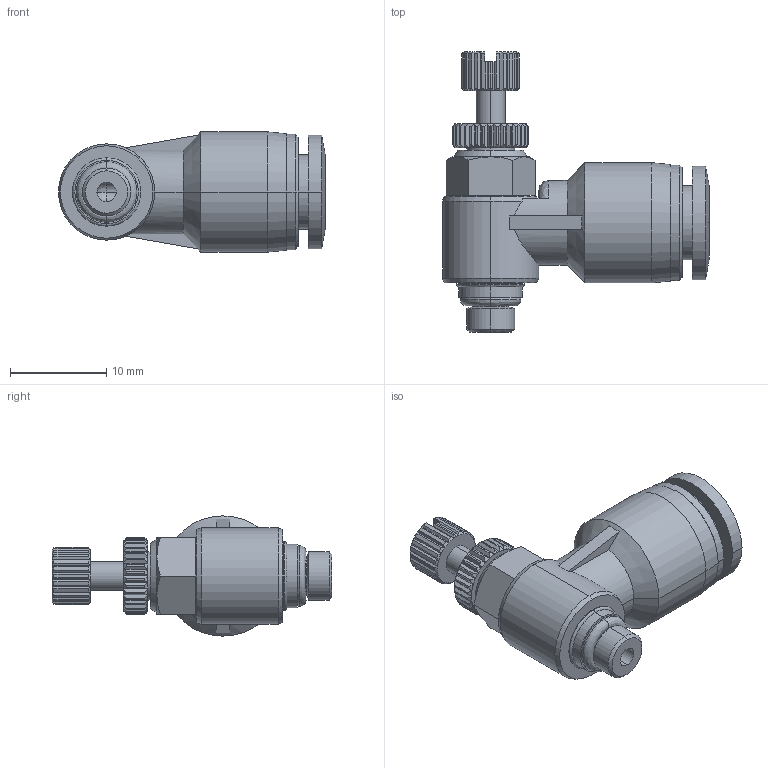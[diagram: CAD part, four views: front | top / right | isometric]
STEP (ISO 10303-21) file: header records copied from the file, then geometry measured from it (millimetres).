
FILE_DESCRIPTION (( 'STEP AP214' ), '1' );
FILE_NAME ('FVR6M-M5.step', '2016-02-24T20:34:58', ( '' ), ( '' ), 'SwSTEP 2.0', 'SolidWorks 2015', '' );
FILE_SCHEMA (( 'AUTOMOTIVE_DESIGN' ));
Length unit declared in the file: inch
Products named in the file (1): FVR6M-M5
Bounding box: 27.75 x 29.1 x 12.5 mm (x, y, z)
Volume: 2609 mm3; surface area: 2332.9 mm2
Topology: 2 solids, 2 shells, 345 faces, 851 edges, 521 vertices
Faces by surface type: plane 152, cylinder 97, cone 79, bspline 11, torus 6
Entity records: 10931 total; most frequent: CARTESIAN_POINT 3065, ORIENTED_EDGE 1698, DIRECTION 1567, EDGE_CURVE 849, AXIS2_PLACEMENT_3D 644, VERTEX_POINT 521, EDGE_LOOP 362, FACE_OUTER_BOUND 345
